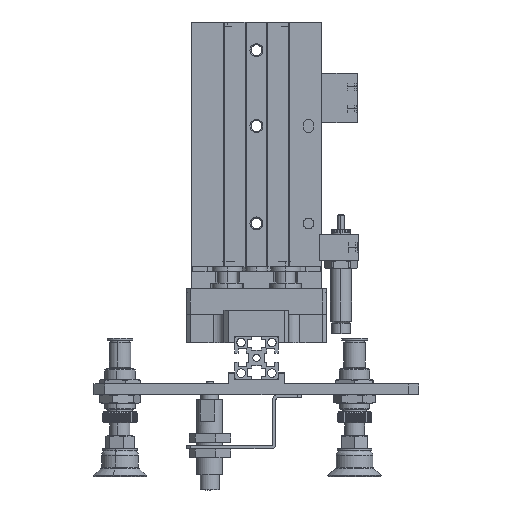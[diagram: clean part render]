
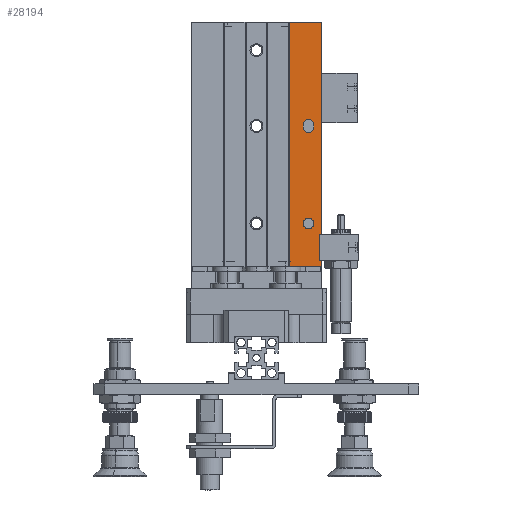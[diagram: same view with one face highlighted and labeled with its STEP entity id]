
A CAD part, front view. The second image highlights one B-rep face of the part: STEP entity #28194.
In plain terms, the highlighted face is planar.
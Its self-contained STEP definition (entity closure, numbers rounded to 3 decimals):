
#1329 = AXIS2_PLACEMENT_3D ( 'NONE', #26465, #29362, #10395 ) ;
#2176 = DIRECTION ( 'NONE',  ( 1., 0., 0. ) ) ;
#2310 = ORIENTED_EDGE ( 'NONE', *, *, #17862, .F. ) ;
#2741 = CARTESIAN_POINT ( 'NONE',  ( 0., 15.2, -10. ) ) ;
#3268 = DIRECTION ( 'NONE',  ( -1., 0., 0. ) ) ;
#3303 = CARTESIAN_POINT ( 'NONE',  ( 113., 30., -10. ) ) ;
#3362 = VERTEX_POINT ( 'NONE', #29430 ) ;
#3402 = LINE ( 'NONE', #13192, #4374 ) ;
#3723 = AXIS2_PLACEMENT_3D ( 'NONE', #17777, #34736, #14851 ) ;
#3806 = DIRECTION ( 'NONE',  ( -1., 0., 0. ) ) ;
#3927 = DIRECTION ( 'NONE',  ( 0., 0., -1. ) ) ;
#4049 = CARTESIAN_POINT ( 'NONE',  ( 20., 24., -10. ) ) ;
#4275 = EDGE_CURVE ( 'NONE', #14159, #7048, #3402, .T. ) ;
#4374 = VECTOR ( 'NONE', #13202, 1000. ) ;
#4420 = AXIS2_PLACEMENT_3D ( 'NONE', #4049, #3927, #3806 ) ;
#5041 = CARTESIAN_POINT ( 'NONE',  ( 3., 29., -10. ) ) ;
#5082 = ORIENTED_EDGE ( 'NONE', *, *, #35913, .F. ) ;
#5513 = FACE_BOUND ( 'NONE', #7187, .T. ) ;
#5705 = DIRECTION ( 'NONE',  ( 1., 0., 0. ) ) ;
#5989 = DIRECTION ( 'NONE',  ( -1., 0., 0. ) ) ;
#5993 = VECTOR ( 'NONE', #5989, 1000. ) ;
#6288 = CARTESIAN_POINT ( 'NONE',  ( 65.5, 26.5, -10. ) ) ;
#6662 = EDGE_CURVE ( 'NONE', #18138, #14159, #27471, .T. ) ;
#6809 = PLANE ( 'NONE',  #8527 ) ;
#6949 = CARTESIAN_POINT ( 'NONE',  ( 64.5, 21.5, -10. ) ) ;
#7048 = VERTEX_POINT ( 'NONE', #5041 ) ;
#7082 = CARTESIAN_POINT ( 'NONE',  ( 0., 30., -10. ) ) ;
#7187 = EDGE_LOOP ( 'NONE', ( #12382, #18655, #19795, #5082, #29918 ) ) ;
#7304 = LINE ( 'NONE', #6949, #5993 ) ;
#7675 = DIRECTION ( 'NONE',  ( 0., 0., -1. ) ) ;
#7874 = EDGE_LOOP ( 'NONE', ( #15106, #17068, #13739, #12234, #14158, #29118, #36601, #2310 ) ) ;
#8210 = CARTESIAN_POINT ( 'NONE',  ( 113., 15.2, -10. ) ) ;
#8527 = AXIS2_PLACEMENT_3D ( 'NONE', #25039, #22334, #2176 ) ;
#9048 = LINE ( 'NONE', #9851, #18449 ) ;
#9337 = VERTEX_POINT ( 'NONE', #35217 ) ;
#9851 = CARTESIAN_POINT ( 'NONE',  ( 65.5, 26.5, -10. ) ) ;
#10074 = VECTOR ( 'NONE', #12329, 1000. ) ;
#10395 = DIRECTION ( 'NONE',  ( -1., 0., 0. ) ) ;
#10461 = EDGE_CURVE ( 'NONE', #9337, #34306, #32760, .T. ) ;
#10961 = CARTESIAN_POINT ( 'NONE',  ( 113., -26.65, -10. ) ) ;
#10968 = VECTOR ( 'NONE', #16835, 1000. ) ;
#12234 = ORIENTED_EDGE ( 'NONE', *, *, #31029, .T. ) ;
#12329 = DIRECTION ( 'NONE',  ( 0., -1., 0. ) ) ;
#12337 = EDGE_CURVE ( 'NONE', #12729, #30365, #7304, .T. ) ;
#12382 = ORIENTED_EDGE ( 'NONE', *, *, #36071, .F. ) ;
#12386 = CARTESIAN_POINT ( 'NONE',  ( 15., 29., -10. ) ) ;
#12710 = DIRECTION ( 'NONE',  ( 1., 0., 0. ) ) ;
#12729 = VERTEX_POINT ( 'NONE', #13610 ) ;
#12874 = DIRECTION ( 'NONE',  ( -1., 0., 0. ) ) ;
#12913 = DIRECTION ( 'NONE',  ( 0., 0., -1. ) ) ;
#12925 = CARTESIAN_POINT ( 'NONE',  ( 20., 24., -10. ) ) ;
#13192 = CARTESIAN_POINT ( 'NONE',  ( 113., 29., -10. ) ) ;
#13202 = DIRECTION ( 'NONE',  ( -1., 0., 0. ) ) ;
#13258 = LINE ( 'NONE', #3303, #13436 ) ;
#13436 = VECTOR ( 'NONE', #3268, 1000. ) ;
#13610 = CARTESIAN_POINT ( 'NONE',  ( 65.5, 21.5, -10. ) ) ;
#13739 = ORIENTED_EDGE ( 'NONE', *, *, #16546, .F. ) ;
#14159 = VERTEX_POINT ( 'NONE', #18525 ) ;
#14158 = ORIENTED_EDGE ( 'NONE', *, *, #31729, .F. ) ;
#14501 = VERTEX_POINT ( 'NONE', #2741 ) ;
#14851 = DIRECTION ( 'NONE',  ( -1., 0., 0. ) ) ;
#15004 = VECTOR ( 'NONE', #26369, 1000. ) ;
#15065 = LINE ( 'NONE', #22924, #34713 ) ;
#15106 = ORIENTED_EDGE ( 'NONE', *, *, #4275, .F. ) ;
#15384 = ORIENTED_EDGE ( 'NONE', *, *, #10461, .F. ) ;
#15723 = CARTESIAN_POINT ( 'NONE',  ( 3., 30., -10. ) ) ;
#16546 = EDGE_CURVE ( 'NONE', #3362, #18138, #13258, .T. ) ;
#16774 = CARTESIAN_POINT ( 'NONE',  ( 22.5, 24., -10. ) ) ;
#16835 = DIRECTION ( 'NONE',  ( 0., -1., 0. ) ) ;
#16848 = CIRCLE ( 'NONE', #18052, 2.5 ) ;
#16899 = VERTEX_POINT ( 'NONE', #7082 ) ;
#17068 = ORIENTED_EDGE ( 'NONE', *, *, #6662, .F. ) ;
#17777 = CARTESIAN_POINT ( 'NONE',  ( 64.5, 24., -10. ) ) ;
#17862 = EDGE_CURVE ( 'NONE', #7048, #22040, #22554, .T. ) ;
#17956 = CARTESIAN_POINT ( 'NONE',  ( 64.5, 26.5, -10. ) ) ;
#18052 = AXIS2_PLACEMENT_3D ( 'NONE', #12925, #12913, #12874 ) ;
#18138 = VERTEX_POINT ( 'NONE', #22876 ) ;
#18449 = VECTOR ( 'NONE', #12710, 1000. ) ;
#18525 = CARTESIAN_POINT ( 'NONE',  ( 15., 29., -10. ) ) ;
#18655 = ORIENTED_EDGE ( 'NONE', *, *, #12337, .F. ) ;
#18796 = EDGE_CURVE ( 'NONE', #34306, #9337, #16848, .T. ) ;
#18865 = CIRCLE ( 'NONE', #26235, 2.5 ) ;
#19795 = ORIENTED_EDGE ( 'NONE', *, *, #24386, .F. ) ;
#19890 = VERTEX_POINT ( 'NONE', #17956 ) ;
#19992 = VECTOR ( 'NONE', #36487, 1000. ) ;
#20918 = LINE ( 'NONE', #27916, #19992 ) ;
#21797 = CIRCLE ( 'NONE', #1329, 2.5 ) ;
#22040 = VERTEX_POINT ( 'NONE', #15723 ) ;
#22334 = DIRECTION ( 'NONE',  ( 0., 0., 1. ) ) ;
#22554 = LINE ( 'NONE', #26080, #15004 ) ;
#22876 = CARTESIAN_POINT ( 'NONE',  ( 15., 30., -10. ) ) ;
#22924 = CARTESIAN_POINT ( 'NONE',  ( 113., 15.2, -10. ) ) ;
#23518 = EDGE_LOOP ( 'NONE', ( #15384, #28442 ) ) ;
#24386 = EDGE_CURVE ( 'NONE', #31181, #12729, #18865, .T. ) ;
#24681 = CARTESIAN_POINT ( 'NONE',  ( 65.5, 24., -10. ) ) ;
#25039 = CARTESIAN_POINT ( 'NONE',  ( 113., 15.2, -10. ) ) ;
#26080 = CARTESIAN_POINT ( 'NONE',  ( 3., 30., -10. ) ) ;
#26235 = AXIS2_PLACEMENT_3D ( 'NONE', #24681, #7675, #33167 ) ;
#26369 = DIRECTION ( 'NONE',  ( 0., 1., 0. ) ) ;
#26465 = CARTESIAN_POINT ( 'NONE',  ( 64.5, 24., -10. ) ) ;
#27071 = CARTESIAN_POINT ( 'NONE',  ( 64.5, 21.5, -10. ) ) ;
#27127 = VECTOR ( 'NONE', #31685, 1000. ) ;
#27471 = LINE ( 'NONE', #12386, #10074 ) ;
#27916 = CARTESIAN_POINT ( 'NONE',  ( 0., -26.65, -10. ) ) ;
#28194 = ADVANCED_FACE ( 'NONE', ( #5513, #28719, #33137 ), #6809, .F. ) ;
#28442 = ORIENTED_EDGE ( 'NONE', *, *, #18796, .F. ) ;
#28560 = CARTESIAN_POINT ( 'NONE',  ( 113., 30., -10. ) ) ;
#28719 = FACE_BOUND ( 'NONE', #23518, .T. ) ;
#29118 = ORIENTED_EDGE ( 'NONE', *, *, #31013, .F. ) ;
#29362 = DIRECTION ( 'NONE',  ( 0., 0., -1. ) ) ;
#29430 = CARTESIAN_POINT ( 'NONE',  ( 113., 30., -10. ) ) ;
#29823 = VERTEX_POINT ( 'NONE', #8210 ) ;
#29918 = ORIENTED_EDGE ( 'NONE', *, *, #36720, .F. ) ;
#30365 = VERTEX_POINT ( 'NONE', #27071 ) ;
#30727 = CIRCLE ( 'NONE', #3723, 2.5 ) ;
#31013 = EDGE_CURVE ( 'NONE', #16899, #14501, #20918, .T. ) ;
#31029 = EDGE_CURVE ( 'NONE', #3362, #29823, #36366, .T. ) ;
#31181 = VERTEX_POINT ( 'NONE', #6288 ) ;
#31230 = EDGE_CURVE ( 'NONE', #22040, #16899, #32086, .T. ) ;
#31685 = DIRECTION ( 'NONE',  ( -1., 0., 0. ) ) ;
#31729 = EDGE_CURVE ( 'NONE', #14501, #29823, #15065, .T. ) ;
#32086 = LINE ( 'NONE', #28560, #27127 ) ;
#32760 = CIRCLE ( 'NONE', #4420, 2.5 ) ;
#33137 = FACE_OUTER_BOUND ( 'NONE', #7874, .T. ) ;
#33167 = DIRECTION ( 'NONE',  ( -1., 0., 0. ) ) ;
#34306 = VERTEX_POINT ( 'NONE', #16774 ) ;
#34713 = VECTOR ( 'NONE', #5705, 1000. ) ;
#34736 = DIRECTION ( 'NONE',  ( 0., 0., -1. ) ) ;
#35217 = CARTESIAN_POINT ( 'NONE',  ( 17.5, 24., -10. ) ) ;
#35288 = VERTEX_POINT ( 'NONE', #35638 ) ;
#35638 = CARTESIAN_POINT ( 'NONE',  ( 62., 24., -10. ) ) ;
#35913 = EDGE_CURVE ( 'NONE', #19890, #31181, #9048, .T. ) ;
#36071 = EDGE_CURVE ( 'NONE', #30365, #35288, #30727, .T. ) ;
#36366 = LINE ( 'NONE', #10961, #10968 ) ;
#36487 = DIRECTION ( 'NONE',  ( 0., -1., 0. ) ) ;
#36601 = ORIENTED_EDGE ( 'NONE', *, *, #31230, .F. ) ;
#36720 = EDGE_CURVE ( 'NONE', #35288, #19890, #21797, .T. ) ;
